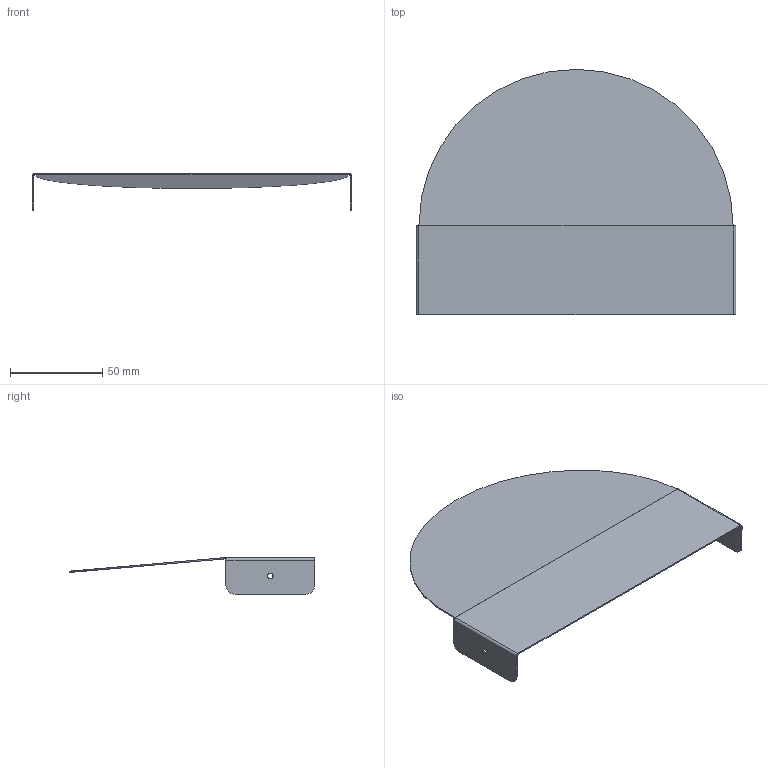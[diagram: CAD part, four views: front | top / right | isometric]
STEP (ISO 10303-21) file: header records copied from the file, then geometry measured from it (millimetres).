
FILE_DESCRIPTION((''),'2;1');
FILE_NAME('MG51004.stp','2014-03-05T14:39:22',(''),(''),'Autodesk Inventor 2013','Autodesk Inventor 2013','');
FILE_SCHEMA(('AUTOMOTIVE_DESIGN { 1 2 10303 214 0 1 1 1 }'));
Length unit declared in the file: millimetre
Products named in the file (1): MG51004
Bounding box: 172.8 x 132.71 x 20 mm (x, y, z)
Volume: 14992.4 mm3; surface area: 43273.4 mm2
Topology: 1 solids, 1 shells, 47 faces, 116 edges, 69 vertices
Faces by surface type: plane 33, cylinder 13, bspline 1
Full cylindrical faces by diameter (mm): 3 x2
Entity records: 1541 total; most frequent: CARTESIAN_POINT 398, DIRECTION 235, ORIENTED_EDGE 226, EDGE_CURVE 113, VECTOR 81, LINE 81, AXIS2_PLACEMENT_3D 77, VERTEX_POINT 68
